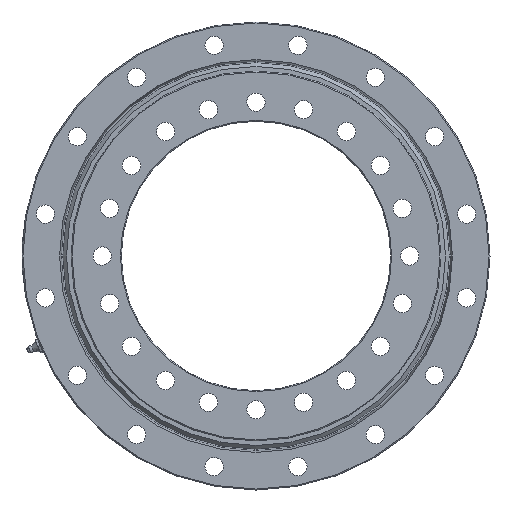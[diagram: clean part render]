
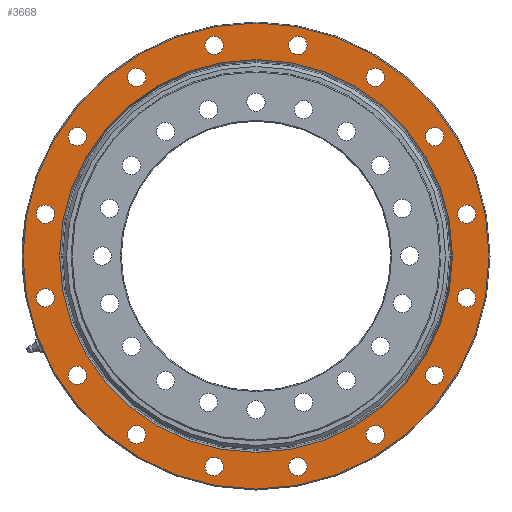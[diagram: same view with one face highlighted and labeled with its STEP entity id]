
A CAD part, front view. The second image highlights one B-rep face of the part: STEP entity #3668.
In plain terms, the highlighted planar face has unit normal (0, -1, 0).
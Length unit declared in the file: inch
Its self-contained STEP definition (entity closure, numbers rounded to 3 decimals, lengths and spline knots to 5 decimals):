
#149=FACE_BOUND('',#852,.T.);
#150=FACE_BOUND('',#853,.T.);
#151=FACE_BOUND('',#854,.T.);
#152=FACE_BOUND('',#855,.T.);
#153=FACE_BOUND('',#856,.T.);
#154=FACE_BOUND('',#857,.T.);
#155=FACE_BOUND('',#858,.T.);
#156=FACE_BOUND('',#859,.T.);
#157=FACE_BOUND('',#860,.T.);
#158=FACE_BOUND('',#861,.T.);
#159=FACE_BOUND('',#862,.T.);
#160=FACE_BOUND('',#863,.T.);
#161=FACE_BOUND('',#864,.T.);
#162=FACE_BOUND('',#865,.T.);
#163=FACE_BOUND('',#866,.T.);
#164=FACE_BOUND('',#867,.T.);
#165=FACE_BOUND('',#868,.T.);
#183=PLANE('',#4166);
#579=FACE_OUTER_BOUND('',#851,.T.);
#851=EDGE_LOOP('',(#3066));
#852=EDGE_LOOP('',(#3067));
#853=EDGE_LOOP('',(#3068));
#854=EDGE_LOOP('',(#3069));
#855=EDGE_LOOP('',(#3070));
#856=EDGE_LOOP('',(#3071));
#857=EDGE_LOOP('',(#3072));
#858=EDGE_LOOP('',(#3073));
#859=EDGE_LOOP('',(#3074));
#860=EDGE_LOOP('',(#3075));
#861=EDGE_LOOP('',(#3076));
#862=EDGE_LOOP('',(#3077));
#863=EDGE_LOOP('',(#3078));
#864=EDGE_LOOP('',(#3079));
#865=EDGE_LOOP('',(#3080));
#866=EDGE_LOOP('',(#3081));
#867=EDGE_LOOP('',(#3082));
#868=EDGE_LOOP('',(#3083));
#1132=CIRCLE('',#4162,7.155);
#1135=CIRCLE('',#4167,6.02913);
#1136=CIRCLE('',#4168,0.28);
#1137=CIRCLE('',#4169,0.28);
#1138=CIRCLE('',#4170,0.28);
#1139=CIRCLE('',#4171,0.28);
#1140=CIRCLE('',#4172,0.28);
#1141=CIRCLE('',#4173,0.28);
#1142=CIRCLE('',#4174,0.28);
#1143=CIRCLE('',#4175,0.28);
#1144=CIRCLE('',#4176,0.28);
#1145=CIRCLE('',#4177,0.28);
#1146=CIRCLE('',#4178,0.28);
#1147=CIRCLE('',#4179,0.28);
#1148=CIRCLE('',#4180,0.28);
#1149=CIRCLE('',#4181,0.28);
#1150=CIRCLE('',#4182,0.28);
#1151=CIRCLE('',#4183,0.28);
#1660=VERTEX_POINT('',#11230);
#1665=VERTEX_POINT('',#11278);
#1666=VERTEX_POINT('',#11280);
#1667=VERTEX_POINT('',#11282);
#1668=VERTEX_POINT('',#11284);
#1669=VERTEX_POINT('',#11286);
#1670=VERTEX_POINT('',#11288);
#1671=VERTEX_POINT('',#11290);
#1672=VERTEX_POINT('',#11292);
#1673=VERTEX_POINT('',#11294);
#1674=VERTEX_POINT('',#11296);
#1675=VERTEX_POINT('',#11298);
#1676=VERTEX_POINT('',#11300);
#1677=VERTEX_POINT('',#11302);
#1678=VERTEX_POINT('',#11304);
#1679=VERTEX_POINT('',#11306);
#1680=VERTEX_POINT('',#11308);
#1681=VERTEX_POINT('',#11310);
#2146=EDGE_CURVE('',#1660,#1660,#1132,.T.);
#2152=EDGE_CURVE('',#1665,#1665,#1135,.T.);
#2153=EDGE_CURVE('',#1666,#1666,#1136,.T.);
#2154=EDGE_CURVE('',#1667,#1667,#1137,.T.);
#2155=EDGE_CURVE('',#1668,#1668,#1138,.T.);
#2156=EDGE_CURVE('',#1669,#1669,#1139,.T.);
#2157=EDGE_CURVE('',#1670,#1670,#1140,.T.);
#2158=EDGE_CURVE('',#1671,#1671,#1141,.T.);
#2159=EDGE_CURVE('',#1672,#1672,#1142,.T.);
#2160=EDGE_CURVE('',#1673,#1673,#1143,.T.);
#2161=EDGE_CURVE('',#1674,#1674,#1144,.T.);
#2162=EDGE_CURVE('',#1675,#1675,#1145,.T.);
#2163=EDGE_CURVE('',#1676,#1676,#1146,.T.);
#2164=EDGE_CURVE('',#1677,#1677,#1147,.T.);
#2165=EDGE_CURVE('',#1678,#1678,#1148,.T.);
#2166=EDGE_CURVE('',#1679,#1679,#1149,.T.);
#2167=EDGE_CURVE('',#1680,#1680,#1150,.T.);
#2168=EDGE_CURVE('',#1681,#1681,#1151,.T.);
#3066=ORIENTED_EDGE('',*,*,#2146,.F.);
#3067=ORIENTED_EDGE('',*,*,#2152,.T.);
#3068=ORIENTED_EDGE('',*,*,#2153,.T.);
#3069=ORIENTED_EDGE('',*,*,#2154,.T.);
#3070=ORIENTED_EDGE('',*,*,#2155,.T.);
#3071=ORIENTED_EDGE('',*,*,#2156,.T.);
#3072=ORIENTED_EDGE('',*,*,#2157,.T.);
#3073=ORIENTED_EDGE('',*,*,#2158,.T.);
#3074=ORIENTED_EDGE('',*,*,#2159,.T.);
#3075=ORIENTED_EDGE('',*,*,#2160,.T.);
#3076=ORIENTED_EDGE('',*,*,#2161,.T.);
#3077=ORIENTED_EDGE('',*,*,#2162,.T.);
#3078=ORIENTED_EDGE('',*,*,#2163,.T.);
#3079=ORIENTED_EDGE('',*,*,#2164,.T.);
#3080=ORIENTED_EDGE('',*,*,#2165,.T.);
#3081=ORIENTED_EDGE('',*,*,#2166,.T.);
#3082=ORIENTED_EDGE('',*,*,#2167,.T.);
#3083=ORIENTED_EDGE('',*,*,#2168,.T.);
#3668=ADVANCED_FACE('',(#579,#149,#150,#151,#152,#153,#154,#155,#156,#157,
#158,#159,#160,#161,#162,#163,#164,#165),#183,.T.);
#4162=AXIS2_PLACEMENT_3D('',#11232,#4994,#4995);
#4166=AXIS2_PLACEMENT_3D('',#11277,#5003,#5004);
#4167=AXIS2_PLACEMENT_3D('',#11279,#5005,#5006);
#4168=AXIS2_PLACEMENT_3D('',#11281,#5007,#5008);
#4169=AXIS2_PLACEMENT_3D('',#11283,#5009,#5010);
#4170=AXIS2_PLACEMENT_3D('',#11285,#5011,#5012);
#4171=AXIS2_PLACEMENT_3D('',#11287,#5013,#5014);
#4172=AXIS2_PLACEMENT_3D('',#11289,#5015,#5016);
#4173=AXIS2_PLACEMENT_3D('',#11291,#5017,#5018);
#4174=AXIS2_PLACEMENT_3D('',#11293,#5019,#5020);
#4175=AXIS2_PLACEMENT_3D('',#11295,#5021,#5022);
#4176=AXIS2_PLACEMENT_3D('',#11297,#5023,#5024);
#4177=AXIS2_PLACEMENT_3D('',#11299,#5025,#5026);
#4178=AXIS2_PLACEMENT_3D('',#11301,#5027,#5028);
#4179=AXIS2_PLACEMENT_3D('',#11303,#5029,#5030);
#4180=AXIS2_PLACEMENT_3D('',#11305,#5031,#5032);
#4181=AXIS2_PLACEMENT_3D('',#11307,#5033,#5034);
#4182=AXIS2_PLACEMENT_3D('',#11309,#5035,#5036);
#4183=AXIS2_PLACEMENT_3D('',#11311,#5037,#5038);
#4994=DIRECTION('center_axis',(0.,1.,0.));
#4995=DIRECTION('ref_axis',(1.,0.,0.));
#5003=DIRECTION('center_axis',(0.,-1.,0.));
#5004=DIRECTION('ref_axis',(0.,0.,-1.));
#5005=DIRECTION('center_axis',(0.,1.,0.));
#5006=DIRECTION('ref_axis',(-1.,0.,0.));
#5007=DIRECTION('center_axis',(0.,1.,0.));
#5008=DIRECTION('ref_axis',(1.,0.,0.));
#5009=DIRECTION('center_axis',(0.,1.,0.));
#5010=DIRECTION('ref_axis',(0.924,0.,-0.383));
#5011=DIRECTION('center_axis',(0.,1.,0.));
#5012=DIRECTION('ref_axis',(0.707,0.,-0.707));
#5013=DIRECTION('center_axis',(0.,1.,0.));
#5014=DIRECTION('ref_axis',(0.383,0.,-0.924));
#5015=DIRECTION('center_axis',(0.,1.,0.));
#5016=DIRECTION('ref_axis',(0.,0.,-1.));
#5017=DIRECTION('center_axis',(0.,1.,0.));
#5018=DIRECTION('ref_axis',(-0.383,0.,-0.924));
#5019=DIRECTION('center_axis',(0.,1.,0.));
#5020=DIRECTION('ref_axis',(-0.707,0.,-0.707));
#5021=DIRECTION('center_axis',(0.,1.,0.));
#5022=DIRECTION('ref_axis',(-0.924,0.,-0.383));
#5023=DIRECTION('center_axis',(0.,1.,0.));
#5024=DIRECTION('ref_axis',(-1.,0.,0.));
#5025=DIRECTION('center_axis',(0.,1.,0.));
#5026=DIRECTION('ref_axis',(-0.924,0.,0.383));
#5027=DIRECTION('center_axis',(0.,1.,0.));
#5028=DIRECTION('ref_axis',(-0.707,0.,0.707));
#5029=DIRECTION('center_axis',(0.,1.,0.));
#5030=DIRECTION('ref_axis',(-0.383,0.,0.924));
#5031=DIRECTION('center_axis',(0.,1.,0.));
#5032=DIRECTION('ref_axis',(0.,0.,1.));
#5033=DIRECTION('center_axis',(0.,1.,0.));
#5034=DIRECTION('ref_axis',(0.383,0.,0.924));
#5035=DIRECTION('center_axis',(0.,1.,0.));
#5036=DIRECTION('ref_axis',(0.707,0.,0.707));
#5037=DIRECTION('center_axis',(0.,1.,0.));
#5038=DIRECTION('ref_axis',(0.924,0.,0.383));
#11230=CARTESIAN_POINT('',(-7.155,-0.7085,0.));
#11232=CARTESIAN_POINT('Origin',(0.,-0.7085,0.));
#11277=CARTESIAN_POINT('Origin',(-6.60707,-0.7085,0.));
#11278=CARTESIAN_POINT('',(6.02913,-0.7085,0.));
#11279=CARTESIAN_POINT('Origin',(0.,-0.7085,0.));
#11280=CARTESIAN_POINT('',(-6.74828,-0.7085,-1.28662));
#11281=CARTESIAN_POINT('Origin',(-6.46828,-0.7085,-1.28662));
#11282=CARTESIAN_POINT('',(-6.72697,-0.7085,1.39377));
#11283=CARTESIAN_POINT('Origin',(-6.46828,-0.7085,1.28662));
#11284=CARTESIAN_POINT('',(-5.68153,-0.7085,3.86198));
#11285=CARTESIAN_POINT('Origin',(-5.48354,-0.7085,3.66399));
#11286=CARTESIAN_POINT('',(-3.77114,-0.7085,5.74223));
#11287=CARTESIAN_POINT('Origin',(-3.66399,-0.7085,5.48354));
#11288=CARTESIAN_POINT('',(-1.28662,-0.7085,6.74828));
#11289=CARTESIAN_POINT('Origin',(-1.28662,-0.7085,6.46828));
#11290=CARTESIAN_POINT('',(1.39377,-0.7085,6.72697));
#11291=CARTESIAN_POINT('Origin',(1.28662,-0.7085,6.46828));
#11292=CARTESIAN_POINT('',(3.86198,-0.7085,5.68153));
#11293=CARTESIAN_POINT('Origin',(3.66399,-0.7085,5.48354));
#11294=CARTESIAN_POINT('',(5.74223,-0.7085,3.77114));
#11295=CARTESIAN_POINT('Origin',(5.48354,-0.7085,3.66399));
#11296=CARTESIAN_POINT('',(6.74828,-0.7085,1.28662));
#11297=CARTESIAN_POINT('Origin',(6.46828,-0.7085,1.28662));
#11298=CARTESIAN_POINT('',(6.72697,-0.7085,-1.39377));
#11299=CARTESIAN_POINT('Origin',(6.46828,-0.7085,-1.28662));
#11300=CARTESIAN_POINT('',(5.68153,-0.7085,-3.86198));
#11301=CARTESIAN_POINT('Origin',(5.48354,-0.7085,-3.66399));
#11302=CARTESIAN_POINT('',(3.77114,-0.7085,-5.74223));
#11303=CARTESIAN_POINT('Origin',(3.66399,-0.7085,-5.48354));
#11304=CARTESIAN_POINT('',(1.28662,-0.7085,-6.74828));
#11305=CARTESIAN_POINT('Origin',(1.28662,-0.7085,-6.46828));
#11306=CARTESIAN_POINT('',(-1.39377,-0.7085,-6.72697));
#11307=CARTESIAN_POINT('Origin',(-1.28662,-0.7085,-6.46828));
#11308=CARTESIAN_POINT('',(-3.86198,-0.7085,-5.68153));
#11309=CARTESIAN_POINT('Origin',(-3.66399,-0.7085,-5.48354));
#11310=CARTESIAN_POINT('',(-5.74223,-0.7085,-3.77114));
#11311=CARTESIAN_POINT('Origin',(-5.48354,-0.7085,-3.66399));
